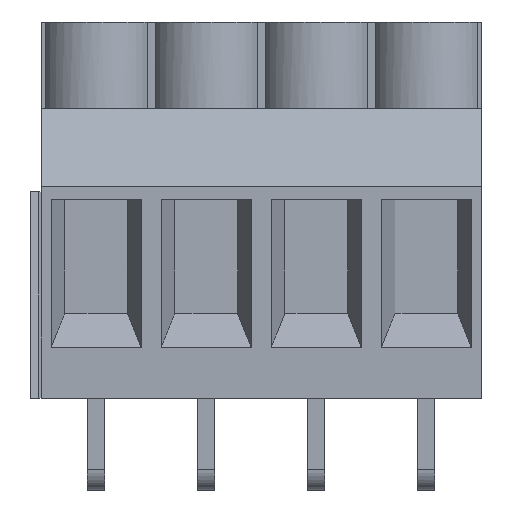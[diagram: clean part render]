
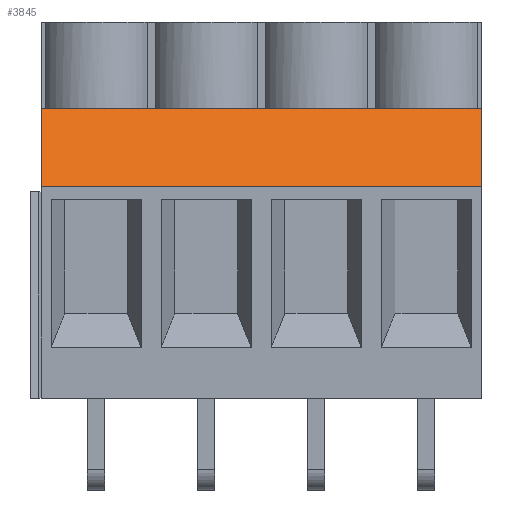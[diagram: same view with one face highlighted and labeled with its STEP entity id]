
A CAD part, front view. The second image highlights one B-rep face of the part: STEP entity #3845.
In plain terms, the highlighted planar face has unit normal (0, -0.814, 0.581).
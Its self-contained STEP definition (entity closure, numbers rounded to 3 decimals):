
#76 = ORIENTED_EDGE ( 'NONE', *, *, #3171, .T. ) ;
#155 = VERTEX_POINT ( 'NONE', #6012 ) ;
#161 = CARTESIAN_POINT ( 'NONE',  ( 3.175, 3.7, 16.7 ) ) ;
#225 = DIRECTION ( 'NONE',  ( -1., 0., 0. ) ) ;
#315 = VECTOR ( 'NONE', #2633, 1000. ) ;
#405 = VERTEX_POINT ( 'NONE', #8889 ) ;
#583 = EDGE_CURVE ( 'NONE', #8778, #7652, #6352, .T. ) ;
#694 = CARTESIAN_POINT ( 'NONE',  ( 15.875, 3.7, 16.7 ) ) ;
#1006 = EDGE_CURVE ( 'NONE', #8254, #6799, #7356, .T. ) ;
#1013 = AXIS2_PLACEMENT_3D ( 'NONE', #4142, #2539, #4448 ) ;
#1169 = VECTOR ( 'NONE', #2387, 1000. ) ;
#1191 = VERTEX_POINT ( 'NONE', #8670 ) ;
#1331 = ORIENTED_EDGE ( 'NONE', *, *, #8780, .T. ) ;
#1405 = CARTESIAN_POINT ( 'NONE',  ( 6.35, 3.7, 16.7 ) ) ;
#1413 = ORIENTED_EDGE ( 'NONE', *, *, #4735, .T. ) ;
#1551 = DIRECTION ( 'NONE',  ( 0., -0.581, -0.814 ) ) ;
#1692 = VERTEX_POINT ( 'NONE', #694 ) ;
#1759 = VECTOR ( 'NONE', #225, 1000. ) ;
#1792 = LINE ( 'NONE', #6660, #1169 ) ;
#1860 = CARTESIAN_POINT ( 'NONE',  ( 0., 3.7, 16.7 ) ) ;
#1873 = EDGE_CURVE ( 'NONE', #1692, #155, #7030, .T. ) ;
#2090 = CARTESIAN_POINT ( 'NONE',  ( 6.35, 3.7, 16.7 ) ) ;
#2335 = LINE ( 'NONE', #7883, #6493 ) ;
#2387 = DIRECTION ( 'NONE',  ( -1., 0., 0. ) ) ;
#2539 = DIRECTION ( 'NONE',  ( 0., -0.814, 0.581 ) ) ;
#2633 = DIRECTION ( 'NONE',  ( -1., 0., 0. ) ) ;
#3171 = EDGE_CURVE ( 'NONE', #8254, #1191, #8664, .T. ) ;
#3192 = ORIENTED_EDGE ( 'NONE', *, *, #9396, .T. ) ;
#3566 = CARTESIAN_POINT ( 'NONE',  ( 6.35, 0.489, 12.2 ) ) ;
#3845 = ADVANCED_FACE ( 'NONE', ( #4155 ), #4930, .T. ) ;
#4142 = CARTESIAN_POINT ( 'NONE',  ( 6.35, 3.7, 16.7 ) ) ;
#4155 = FACE_OUTER_BOUND ( 'NONE', #9693, .T. ) ;
#4237 = EDGE_CURVE ( 'NONE', #7652, #405, #4240, .T. ) ;
#4240 = LINE ( 'NONE', #5510, #7008 ) ;
#4448 = DIRECTION ( 'NONE',  ( 0., -0.581, -0.814 ) ) ;
#4735 = EDGE_CURVE ( 'NONE', #155, #8778, #1792, .T. ) ;
#4787 = ORIENTED_EDGE ( 'NONE', *, *, #1873, .T. ) ;
#4826 = CARTESIAN_POINT ( 'NONE',  ( 6.35, 3.7, 16.7 ) ) ;
#4930 = PLANE ( 'NONE',  #1013 ) ;
#5510 = CARTESIAN_POINT ( 'NONE',  ( 0., 3.7, 16.7 ) ) ;
#5639 = CARTESIAN_POINT ( 'NONE',  ( 25.4, 3.7, 16.7 ) ) ;
#6012 = CARTESIAN_POINT ( 'NONE',  ( 9.525, 3.7, 16.7 ) ) ;
#6091 = DIRECTION ( 'NONE',  ( -1., 0., 0. ) ) ;
#6352 = LINE ( 'NONE', #2090, #1759 ) ;
#6493 = VECTOR ( 'NONE', #7376, 1000. ) ;
#6660 = CARTESIAN_POINT ( 'NONE',  ( 6.35, 3.7, 16.7 ) ) ;
#6799 = VERTEX_POINT ( 'NONE', #8871 ) ;
#7008 = VECTOR ( 'NONE', #8846, 1000. ) ;
#7030 = LINE ( 'NONE', #4826, #9351 ) ;
#7157 = ORIENTED_EDGE ( 'NONE', *, *, #583, .T. ) ;
#7356 = LINE ( 'NONE', #8661, #9703 ) ;
#7360 = ORIENTED_EDGE ( 'NONE', *, *, #1006, .F. ) ;
#7376 = DIRECTION ( 'NONE',  ( -1., 0., 0. ) ) ;
#7652 = VERTEX_POINT ( 'NONE', #1860 ) ;
#7689 = DIRECTION ( 'NONE',  ( 1., 0., 0. ) ) ;
#7714 = ORIENTED_EDGE ( 'NONE', *, *, #4237, .T. ) ;
#7856 = LINE ( 'NONE', #3566, #8303 ) ;
#7883 = CARTESIAN_POINT ( 'NONE',  ( 6.35, 3.7, 16.7 ) ) ;
#8254 = VERTEX_POINT ( 'NONE', #5639 ) ;
#8303 = VECTOR ( 'NONE', #7689, 1000. ) ;
#8661 = CARTESIAN_POINT ( 'NONE',  ( 25.4, 3.7, 16.7 ) ) ;
#8664 = LINE ( 'NONE', #1405, #315 ) ;
#8670 = CARTESIAN_POINT ( 'NONE',  ( 22.225, 3.7, 16.7 ) ) ;
#8778 = VERTEX_POINT ( 'NONE', #161 ) ;
#8780 = EDGE_CURVE ( 'NONE', #1191, #1692, #2335, .T. ) ;
#8846 = DIRECTION ( 'NONE',  ( 0., -0.581, -0.814 ) ) ;
#8871 = CARTESIAN_POINT ( 'NONE',  ( 25.4, 0.489, 12.2 ) ) ;
#8889 = CARTESIAN_POINT ( 'NONE',  ( 0., 0.489, 12.2 ) ) ;
#9351 = VECTOR ( 'NONE', #6091, 1000. ) ;
#9396 = EDGE_CURVE ( 'NONE', #405, #6799, #7856, .T. ) ;
#9693 = EDGE_LOOP ( 'NONE', ( #7157, #7714, #3192, #7360, #76, #1331, #4787, #1413 ) ) ;
#9703 = VECTOR ( 'NONE', #1551, 1000. ) ;
